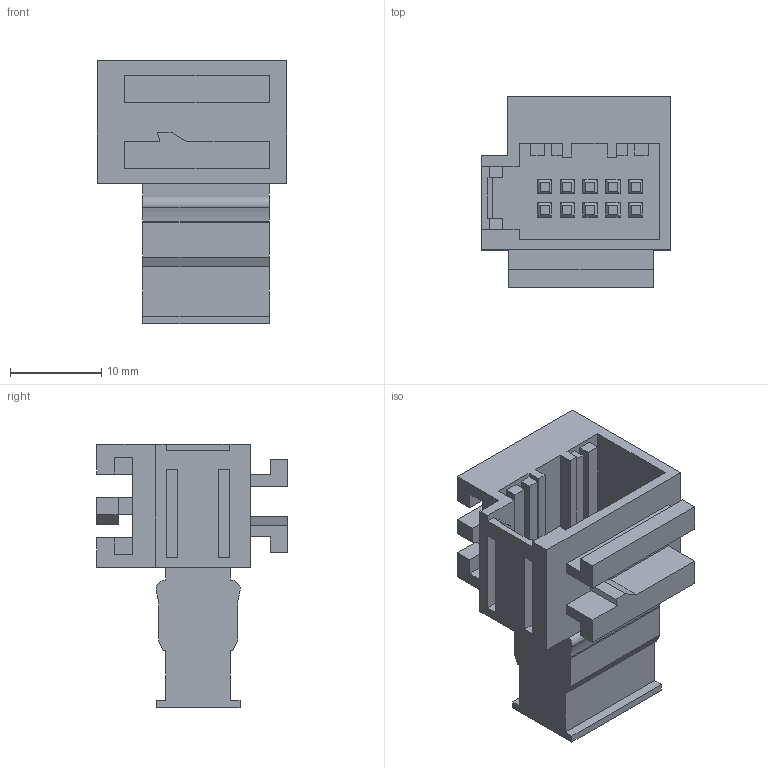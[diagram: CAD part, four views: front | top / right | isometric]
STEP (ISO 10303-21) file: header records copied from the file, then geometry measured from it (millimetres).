
FILE_DESCRIPTION(/* description */ (''),/* implementation_level */ '2;1');
FILE_NAME(/* name */ '13968593-ENV10_01-CONN.stp',/* time_stamp */ '2023-07-12T12:28:57+08:00',/* author */ (''),/* organization */ (''),/* preprocessor_version */ 'ST-DEVELOPER v16',/* originating_system */ 'SIEMENS PLM Software NX 11.0',/* authorisation */ '');
FILE_SCHEMA (('AUTOMOTIVE_DESIGN { 1 0 10303 214 3 1 1 1 }'));
Length unit declared in the file: millimetre
Products named in the file (1): 13968593-ENV10_01-CONN
Bounding box: 20.8 x 20.95 x 28.9 mm (x, y, z)
Volume: 3764.9 mm3; surface area: 4092.9 mm2
Topology: 1 solids, 1 shells, 165 faces, 453 edges, 301 vertices
Faces by surface type: plane 158, cylinder 7
Entity records: 5170 total; most frequent: CARTESIAN_POINT 920, ORIENTED_EDGE 906, DIRECTION 800, EDGE_CURVE 453, LINE 438, VECTOR 438, VERTEX_POINT 301, AXIS2_PLACEMENT_3D 181
